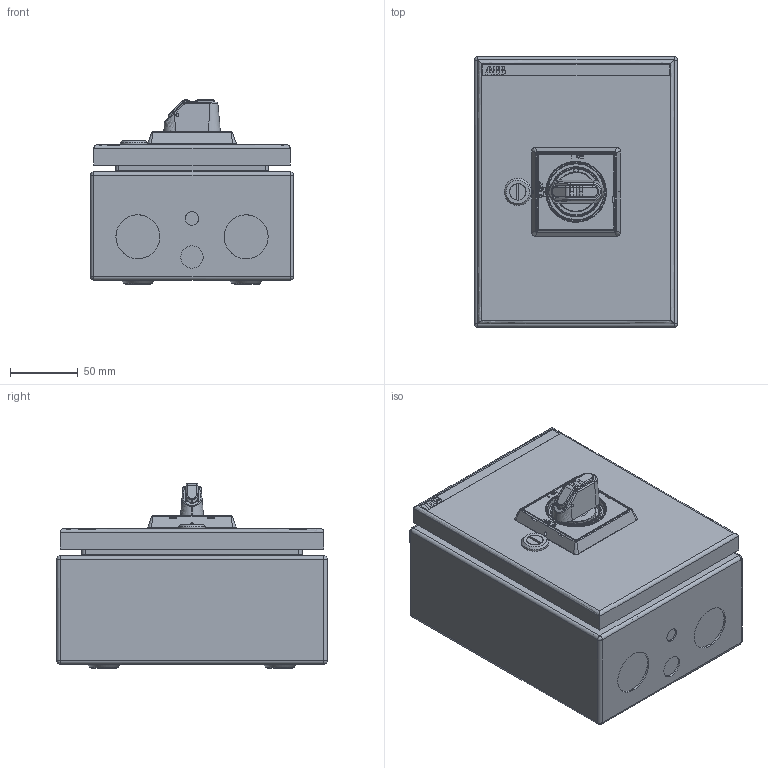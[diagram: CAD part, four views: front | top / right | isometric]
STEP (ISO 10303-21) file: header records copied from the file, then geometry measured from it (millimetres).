
FILE_DESCRIPTION((''),'2;1');
FILE_NAME('OT25ETMM3TE.stp','2015-02-17T11:35:57',('User'),( 'SDRC'),'I-DEAS Master Series','UNIX','Yes');
FILE_SCHEMA(('CONFIG_CONTROL_DESIGN', 'GEOMETRIC_VALIDATION_PROPERTIES_MIM','SHAPE_APPEARANCE_LAYER_MIM'));
Length unit declared in the file: millimetre
Bounding box: 150 x 200 x 136.2 mm (x, y, z)
Volume: 157379.7 mm3; surface area: 321512.4 mm2
Topology: 5 solids, 19 shells, 1779 faces, 4876 edges, 3338 vertices
Faces by surface type: bspline 1779
Entity records: 73574 total; most frequent: CARTESIAN_POINT 45797, ORIENTED_EDGE 8933, EDGE_CURVE 4614, VERTEX_POINT 2944, EDGE_LOOP 1931, B_SPLINE_CURVE_WITH_KNOTS 1856, FACE_OUTER_BOUND 1779, ADVANCED_FACE 1779
